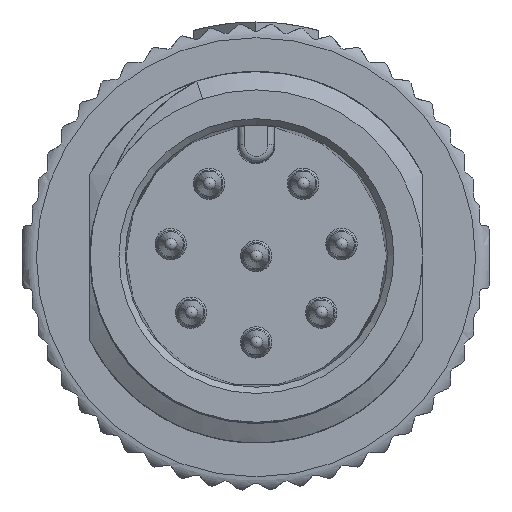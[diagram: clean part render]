
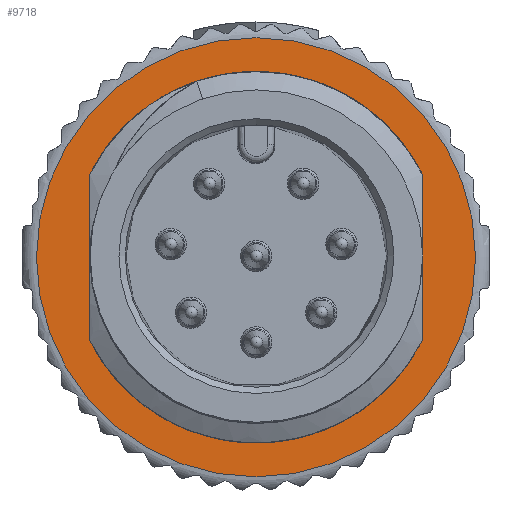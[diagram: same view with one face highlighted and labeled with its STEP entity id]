
A CAD part, front view. The second image highlights one B-rep face of the part: STEP entity #9718.
In plain terms, the highlighted face is planar.
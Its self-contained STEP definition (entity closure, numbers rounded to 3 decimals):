
#3962=ORIENTED_EDGE('',*,*,#5816,.F.);
#3963=ORIENTED_EDGE('',*,*,#5815,.F.);
#5815=EDGE_CURVE('',#6926,#6926,#7347,.T.);
#5816=EDGE_CURVE('',#6927,#6927,#7348,.T.);
#6926=VERTEX_POINT('',#17832);
#6927=VERTEX_POINT('',#17835);
#7347=CIRCLE('',#10880,7.);
#7348=CIRCLE('',#10882,5.3);
#7930=EDGE_LOOP('',(#3962));
#7931=EDGE_LOOP('',(#3963));
#8716=FACE_BOUND('',#7930,.T.);
#8717=FACE_BOUND('',#7931,.T.);
#9280=PLANE('',#10881);
#9718=ADVANCED_FACE('',(#8716,#8717),#9280,.T.);
#10880=AXIS2_PLACEMENT_3D('',#17831,#12589,#12590);
#10881=AXIS2_PLACEMENT_3D('',#17833,#12591,#12592);
#10882=AXIS2_PLACEMENT_3D('',#17834,#12593,#12594);
#12589=DIRECTION('',(0.,0.,-1.));
#12590=DIRECTION('',(-1.,0.,0.));
#12591=DIRECTION('',(0.,0.,1.));
#12592=DIRECTION('',(-1.,0.,0.));
#12593=DIRECTION('',(0.,0.,1.));
#12594=DIRECTION('',(-1.,0.,0.));
#17831=CARTESIAN_POINT('',(0.,0.,-9.55));
#17832=CARTESIAN_POINT('',(-7.,0.,-9.55));
#17833=CARTESIAN_POINT('',(0.,0.,-9.55));
#17834=CARTESIAN_POINT('',(0.,0.,-9.55));
#17835=CARTESIAN_POINT('',(-5.3,0.,-9.55));
